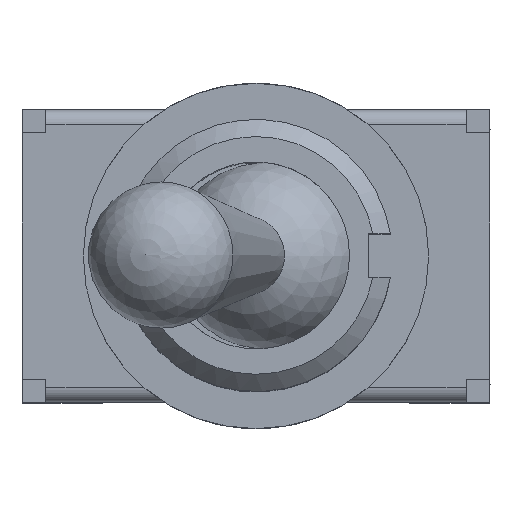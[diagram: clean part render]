
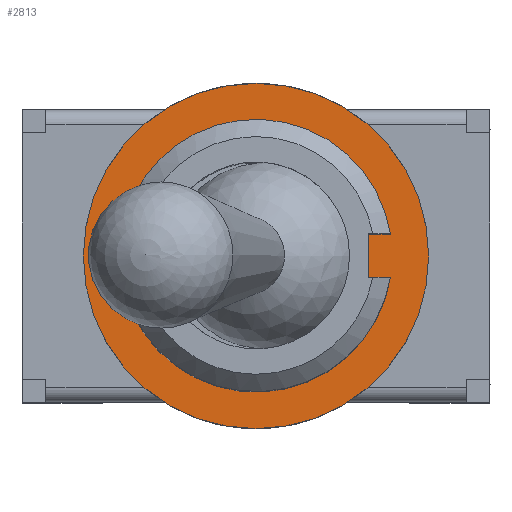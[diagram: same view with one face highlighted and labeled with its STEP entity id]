
A CAD part, top view. The second image highlights one B-rep face of the part: STEP entity #2813.
In plain terms, the highlighted planar face has unit normal (0, 0, 1).
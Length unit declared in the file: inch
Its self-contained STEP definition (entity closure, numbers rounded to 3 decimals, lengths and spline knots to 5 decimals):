
#15=FACE_BOUND('',#389,.T.);
#124=CIRCLE('',#3013,0.09311);
#125=CIRCLE('',#3015,0.11811);
#238=FACE_OUTER_BOUND('',#388,.T.);
#388=EDGE_LOOP('',(#2156));
#389=EDGE_LOOP('',(#2157,#2158,#2159,#2160));
#577=LINE('',#4933,#886);
#580=LINE('',#4939,#889);
#582=LINE('',#4942,#891);
#886=VECTOR('',#3406,0.3937);
#889=VECTOR('',#3411,0.3937);
#891=VECTOR('',#3415,0.3937);
#1222=VERTEX_POINT('',#4930);
#1223=VERTEX_POINT('',#4932);
#1224=VERTEX_POINT('',#4936);
#1225=VERTEX_POINT('',#4938);
#1226=VERTEX_POINT('',#4946);
#1554=EDGE_CURVE('',#1223,#1222,#577,.T.);
#1557=EDGE_CURVE('',#1225,#1224,#580,.T.);
#1559=EDGE_CURVE('',#1224,#1223,#582,.T.);
#1560=EDGE_CURVE('',#1222,#1225,#124,.T.);
#1561=EDGE_CURVE('',#1226,#1226,#125,.T.);
#2156=ORIENTED_EDGE('',*,*,#1561,.F.);
#2157=ORIENTED_EDGE('',*,*,#1557,.T.);
#2158=ORIENTED_EDGE('',*,*,#1559,.T.);
#2159=ORIENTED_EDGE('',*,*,#1554,.T.);
#2160=ORIENTED_EDGE('',*,*,#1560,.T.);
#2675=PLANE('',#3014);
#2813=ADVANCED_FACE('',(#238,#15),#2675,.F.);
#3013=AXIS2_PLACEMENT_3D('',#4944,#3418,#3419);
#3014=AXIS2_PLACEMENT_3D('',#4945,#3420,#3421);
#3015=AXIS2_PLACEMENT_3D('',#4947,#3422,#3423);
#3406=DIRECTION('',(1.,0.,0.));
#3411=DIRECTION('',(-1.,0.,0.));
#3415=DIRECTION('',(0.,-1.,0.));
#3418=DIRECTION('center_axis',(0.,0.,
-1.));
#3419=DIRECTION('ref_axis',(-0.987,-0.161,0.));
#3420=DIRECTION('center_axis',(0.,0.,
-1.));
#3421=DIRECTION('ref_axis',(-1.,0.,0.));
#3422=DIRECTION('center_axis',(0.,0.,
-1.));
#3423=DIRECTION('ref_axis',(-1.,0.,0.));
#4930=CARTESIAN_POINT('',(0.0919,-0.01496,0.30866));
#4932=CARTESIAN_POINT('',(0.07694,-0.01496,0.30866));
#4933=CARTESIAN_POINT('',(0.03847,-0.01496,0.30866));
#4936=CARTESIAN_POINT('',(0.07694,0.01496,0.30866));
#4938=CARTESIAN_POINT('',(0.0919,0.01496,0.30866));
#4939=CARTESIAN_POINT('',(0.04595,0.01496,0.30866));
#4942=CARTESIAN_POINT('',(0.07694,0.00748,0.30866));
#4944=CARTESIAN_POINT('Origin',(0.,0.,
0.30866));
#4945=CARTESIAN_POINT('Origin',(0.,0.,
0.30866));
#4946=CARTESIAN_POINT('',(0.11811,0.,0.30866));
#4947=CARTESIAN_POINT('Origin',(0.,0.,
0.30866));
